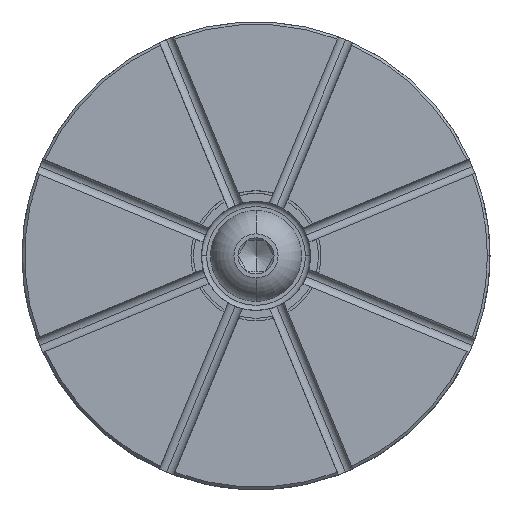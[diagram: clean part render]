
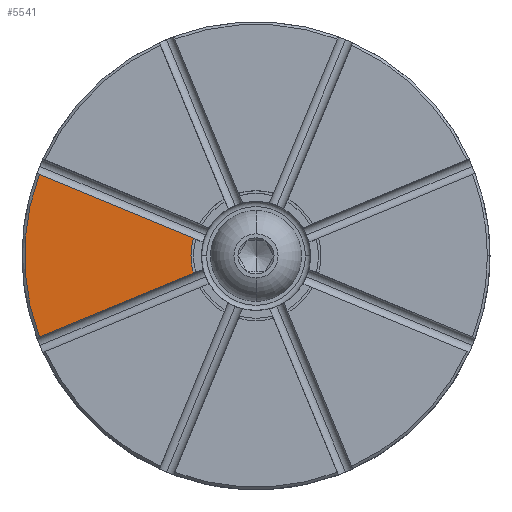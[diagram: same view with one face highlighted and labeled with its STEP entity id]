
A CAD part, top view. The second image highlights one B-rep face of the part: STEP entity #5541.
In plain terms, the highlighted planar face has unit normal (0, 0, 1).
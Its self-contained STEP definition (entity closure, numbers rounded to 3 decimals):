
#9 = VERTEX_POINT ( 'NONE', #1536 ) ;
#82 = DIRECTION ( 'NONE',  ( 0., 0., -1. ) ) ;
#690 = CARTESIAN_POINT ( 'NONE',  ( 0., 0., 35. ) ) ;
#1043 = DIRECTION ( 'NONE',  ( -1., 0., 0. ) ) ;
#1120 = EDGE_CURVE ( 'NONE', #6289, #9, #3813, .T. ) ;
#1142 = CARTESIAN_POINT ( 'NONE',  ( 3.845, -3.216, 35. ) ) ;
#1288 = ORIENTED_EDGE ( 'NONE', *, *, #6652, .T. ) ;
#1365 = FACE_OUTER_BOUND ( 'NONE', #2926, .T. ) ;
#1427 = CARTESIAN_POINT ( 'NONE',  ( -41.663, -15.634, 35. ) ) ;
#1536 = CARTESIAN_POINT ( 'NONE',  ( -12.5, 0., 35. ) ) ;
#1813 = VERTEX_POINT ( 'NONE', #1427 ) ;
#1952 = AXIS2_PLACEMENT_3D ( 'NONE', #7401, #82, #3841 ) ;
#2164 = EDGE_CURVE ( 'NONE', #1813, #6441, #3579, .T. ) ;
#2794 = EDGE_CURVE ( 'NONE', #9, #6441, #3332, .T. ) ;
#2799 = CARTESIAN_POINT ( 'NONE',  ( -12.039, -3.363, 35. ) ) ;
#2926 = EDGE_LOOP ( 'NONE', ( #6267, #1288, #4719, #6947, #6771 ) ) ;
#3237 = CARTESIAN_POINT ( 'NONE',  ( -41.663, 15.634, 35. ) ) ;
#3332 = CIRCLE ( 'NONE', #6783, 12.5 ) ;
#3494 = CIRCLE ( 'NONE', #4262, 44.5 ) ;
#3515 = DIRECTION ( 'NONE',  ( 0.924, -0.383, 0. ) ) ;
#3540 = CARTESIAN_POINT ( 'NONE',  ( -4.993, -0.445, 35. ) ) ;
#3579 = LINE ( 'NONE', #3540, #4355 ) ;
#3628 = CARTESIAN_POINT ( 'NONE',  ( -12.039, 3.363, 35. ) ) ;
#3813 = CIRCLE ( 'NONE', #4330, 12.5 ) ;
#3841 = DIRECTION ( 'NONE',  ( 1., 0., 0. ) ) ;
#3966 = CARTESIAN_POINT ( 'NONE',  ( 0., 0., 35. ) ) ;
#4179 = EDGE_CURVE ( 'NONE', #5976, #6289, #5955, .T. ) ;
#4262 = AXIS2_PLACEMENT_3D ( 'NONE', #4461, #7369, #7412 ) ;
#4330 = AXIS2_PLACEMENT_3D ( 'NONE', #690, #7411, #4385 ) ;
#4355 = VECTOR ( 'NONE', #6016, 1000. ) ;
#4385 = DIRECTION ( 'NONE',  ( -1., 0., 0. ) ) ;
#4461 = CARTESIAN_POINT ( 'NONE',  ( 0., 0., 35. ) ) ;
#4719 = ORIENTED_EDGE ( 'NONE', *, *, #2164, .T. ) ;
#5522 = VECTOR ( 'NONE', #3515, 1000. ) ;
#5541 = ADVANCED_FACE ( 'NONE', ( #1365 ), #6809, .F. ) ;
#5955 = LINE ( 'NONE', #1142, #5522 ) ;
#5976 = VERTEX_POINT ( 'NONE', #3237 ) ;
#6016 = DIRECTION ( 'NONE',  ( 0.924, 0.383, 0. ) ) ;
#6267 = ORIENTED_EDGE ( 'NONE', *, *, #4179, .F. ) ;
#6289 = VERTEX_POINT ( 'NONE', #3628 ) ;
#6441 = VERTEX_POINT ( 'NONE', #2799 ) ;
#6652 = EDGE_CURVE ( 'NONE', #5976, #1813, #3494, .T. ) ;
#6771 = ORIENTED_EDGE ( 'NONE', *, *, #1120, .F. ) ;
#6783 = AXIS2_PLACEMENT_3D ( 'NONE', #3966, #7765, #1043 ) ;
#6809 = PLANE ( 'NONE',  #1952 ) ;
#6947 = ORIENTED_EDGE ( 'NONE', *, *, #2794, .F. ) ;
#7369 = DIRECTION ( 'NONE',  ( 0., 0., 1. ) ) ;
#7401 = CARTESIAN_POINT ( 'NONE',  ( 0., -12.5, 35. ) ) ;
#7411 = DIRECTION ( 'NONE',  ( 0., 0., 1. ) ) ;
#7412 = DIRECTION ( 'NONE',  ( 1., 0., 0. ) ) ;
#7765 = DIRECTION ( 'NONE',  ( 0., 0., 1. ) ) ;
